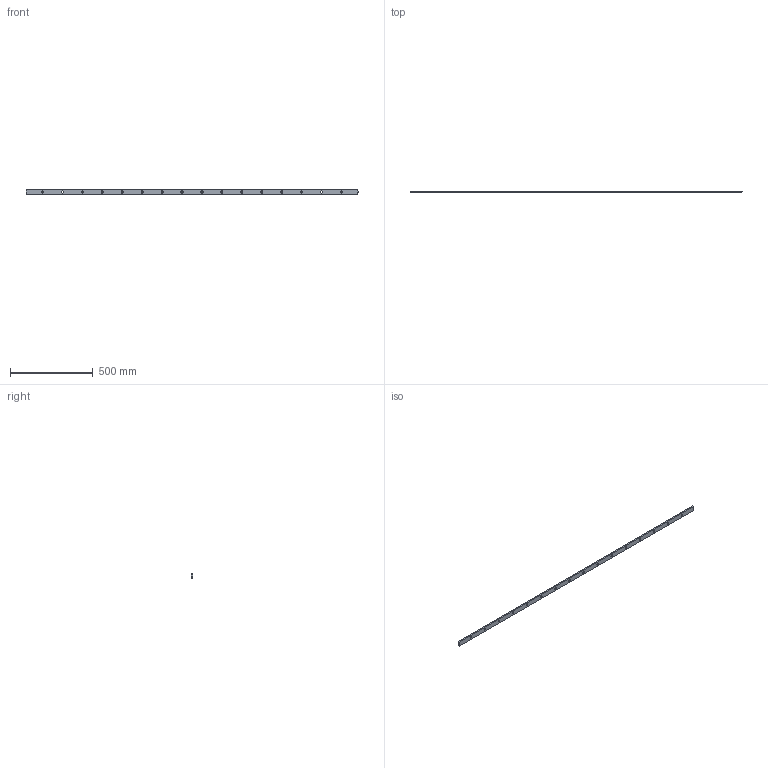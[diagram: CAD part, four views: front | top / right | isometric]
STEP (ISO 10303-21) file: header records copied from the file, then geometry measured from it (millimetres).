
FILE_DESCRIPTION (( 'STEP AP203' ), '1' );
FILE_NAME ('1459-8.step', '2015-09-17T14:45:00', ( '' ), ( '' ), 'SwSTEP 2.0', 'SolidWorks 2015', '' );
FILE_SCHEMA (( 'CONFIG_CONTROL_DESIGN' ));
Length unit declared in the file: millimetre
Products named in the file (1): 1459-8
Bounding box: 2000 x 8 x 30 mm (x, y, z)
Volume: 463008.9 mm3; surface area: 153483.6 mm2
Topology: 1 solids, 1 shells, 151 faces, 414 edges, 276 vertices
Faces by surface type: plane 71, bspline 48, cylinder 32
Entity records: 7213 total; most frequent: CARTESIAN_POINT 3498, ORIENTED_EDGE 828, DIRECTION 590, EDGE_CURVE 414, VERTEX_POINT 276, VECTOR 254, LINE 254, EDGE_LOOP 194
